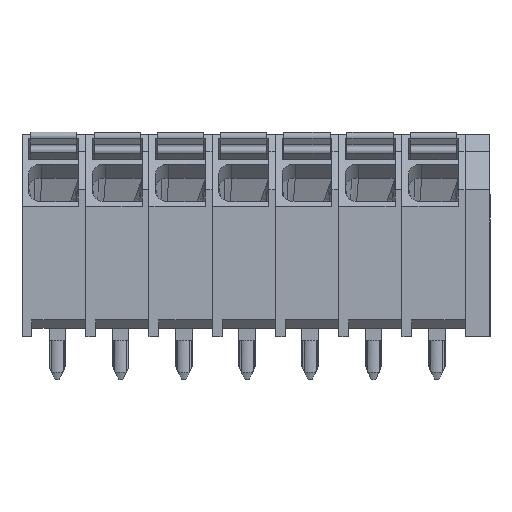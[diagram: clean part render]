
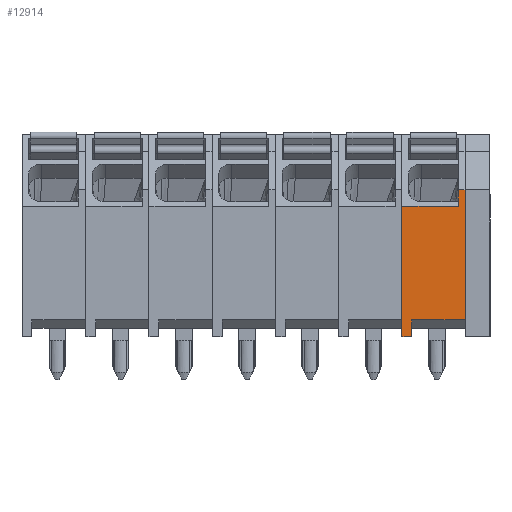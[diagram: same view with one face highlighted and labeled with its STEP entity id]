
A CAD part, front view. The second image highlights one B-rep face of the part: STEP entity #12914.
In plain terms, the highlighted planar face has unit normal (0, -1, 0).
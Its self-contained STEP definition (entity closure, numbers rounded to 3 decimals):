
#948=ORIENTED_EDGE('',*,*,#4754,.T.);
#949=ORIENTED_EDGE('',*,*,#4755,.T.);
#950=ORIENTED_EDGE('',*,*,#4564,.F.);
#951=ORIENTED_EDGE('',*,*,#4756,.T.);
#952=ORIENTED_EDGE('',*,*,#4757,.T.);
#953=ORIENTED_EDGE('',*,*,#4617,.T.);
#954=ORIENTED_EDGE('',*,*,#4646,.T.);
#955=ORIENTED_EDGE('',*,*,#4758,.F.);
#4564=EDGE_CURVE('',#6472,#6473,#7744,.T.);
#4617=EDGE_CURVE('',#6517,#6516,#7788,.T.);
#4646=EDGE_CURVE('',#6516,#6542,#7811,.T.);
#4754=EDGE_CURVE('',#6648,#6649,#7899,.T.);
#4755=EDGE_CURVE('',#6649,#6473,#7900,.T.);
#4756=EDGE_CURVE('',#6472,#6650,#7901,.T.);
#4757=EDGE_CURVE('',#6650,#6517,#7902,.T.);
#4758=EDGE_CURVE('',#6648,#6542,#7903,.T.);
#6472=VERTEX_POINT('',#18660);
#6473=VERTEX_POINT('',#18662);
#6516=VERTEX_POINT('',#18762);
#6517=VERTEX_POINT('',#18764);
#6542=VERTEX_POINT('',#18827);
#6648=VERTEX_POINT('',#19054);
#6649=VERTEX_POINT('',#19055);
#6650=VERTEX_POINT('',#19058);
#7744=LINE('',#18661,#9275);
#7788=LINE('',#18763,#9319);
#7811=LINE('',#18828,#9342);
#7899=LINE('',#19053,#9430);
#7900=LINE('',#19056,#9431);
#7901=LINE('',#19057,#9432);
#7902=LINE('',#19059,#9433);
#7903=LINE('',#19060,#9434);
#9275=VECTOR('',#14889,1000.);
#9319=VECTOR('',#14961,1000.);
#9342=VECTOR('',#15000,1000.);
#9430=VECTOR('',#15152,1000.);
#9431=VECTOR('',#15153,1000.);
#9432=VECTOR('',#15154,1000.);
#9433=VECTOR('',#15155,1000.);
#9434=VECTOR('',#15156,1000.);
#10784=EDGE_LOOP('',(#948,#949,#950,#951,#952,#953,#954,#955));
#11586=FACE_BOUND('',#10784,.T.);
#12373=PLANE('',#13760);
#12914=ADVANCED_FACE('',(#11586),#12373,.F.);
#13760=AXIS2_PLACEMENT_3D('',#19052,#15150,#15151);
#14889=DIRECTION('',(0.,0.,-1.));
#14961=DIRECTION('',(-1.,0.,0.));
#15000=DIRECTION('',(0.,0.,-1.));
#15150=DIRECTION('',(0.,1.,0.));
#15151=DIRECTION('',(0.,0.,1.));
#15152=DIRECTION('',(0.,0.,1.));
#15153=DIRECTION('',(1.,0.,0.));
#15154=DIRECTION('',(-1.,0.,0.));
#15155=DIRECTION('',(0.,0.,-1.));
#15156=DIRECTION('',(-1.,0.,0.));
#18660=CARTESIAN_POINT('',(1.905,-6.,4.85));
#18661=CARTESIAN_POINT('',(1.905,-6.,4.85));
#18662=CARTESIAN_POINT('',(1.905,-6.,-2.99));
#18762=CARTESIAN_POINT('',(-1.905,-6.,3.86));
#18763=CARTESIAN_POINT('',(1.495,-6.,3.86));
#18764=CARTESIAN_POINT('',(1.495,-6.,3.86));
#18827=CARTESIAN_POINT('',(-1.905,-6.,-4.));
#18828=CARTESIAN_POINT('',(-1.905,-6.,4.85));
#19052=CARTESIAN_POINT('',(1.905,-6.,4.85));
#19053=CARTESIAN_POINT('',(-1.305,-6.,-4.));
#19054=CARTESIAN_POINT('',(-1.305,-6.,-4.));
#19055=CARTESIAN_POINT('',(-1.305,-6.,-2.99));
#19056=CARTESIAN_POINT('',(1.905,-6.,-2.99));
#19057=CARTESIAN_POINT('',(1.905,-6.,4.85));
#19058=CARTESIAN_POINT('',(1.495,-6.,4.85));
#19059=CARTESIAN_POINT('',(1.495,-6.,3.86));
#19060=CARTESIAN_POINT('',(1.905,-6.,-4.));
